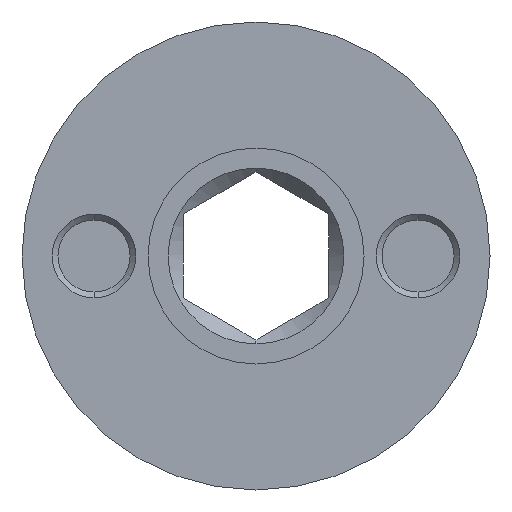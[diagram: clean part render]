
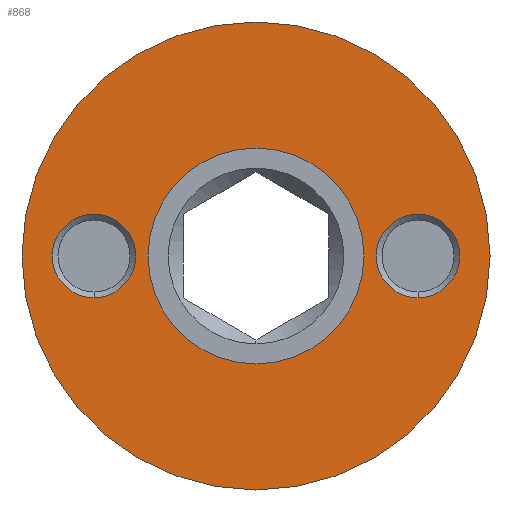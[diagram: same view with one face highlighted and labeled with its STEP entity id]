
A CAD part, left-side view. The second image highlights one B-rep face of the part: STEP entity #868.
In plain terms, the highlighted planar face has unit normal (-1, 0, 0).
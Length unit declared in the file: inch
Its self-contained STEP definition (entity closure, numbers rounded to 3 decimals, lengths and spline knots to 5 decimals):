
#10 = CIRCLE ( 'NONE', #73, 0.375 ) ;
#56 = EDGE_LOOP ( 'NONE', ( #1234, #206 ) ) ;
#73 = AXIS2_PLACEMENT_3D ( 'NONE', #369, #1295, #1120 ) ;
#87 = CARTESIAN_POINT ( 'NONE',  ( 0.1875, -0.5625, 0. ) ) ;
#93 = DIRECTION ( 'NONE',  ( 1., 0., 0. ) ) ;
#144 = FACE_OUTER_BOUND ( 'NONE', #625, .T. ) ;
#153 = DIRECTION ( 'NONE',  ( -1., 0., 0. ) ) ;
#182 = ORIENTED_EDGE ( 'NONE', *, *, #765, .F. ) ;
#197 = CARTESIAN_POINT ( 'NONE',  ( 0.1875, 0.5625, 0. ) ) ;
#206 = ORIENTED_EDGE ( 'NONE', *, *, #1229, .T. ) ;
#252 = CARTESIAN_POINT ( 'NONE',  ( 0.1875, 0., 0.375 ) ) ;
#268 = EDGE_LOOP ( 'NONE', ( #396, #939 ) ) ;
#275 = ORIENTED_EDGE ( 'NONE', *, *, #1360, .T. ) ;
#294 = FACE_BOUND ( 'NONE', #56, .T. ) ;
#299 = CIRCLE ( 'NONE', #760, 0.8125 ) ;
#346 = CARTESIAN_POINT ( 'NONE',  ( 0.1875, 0., 0.8125 ) ) ;
#356 = EDGE_CURVE ( 'NONE', #579, #987, #10, .T. ) ;
#358 = DIRECTION ( 'NONE',  ( -1., 0., 0. ) ) ;
#364 = VERTEX_POINT ( 'NONE', #1105 ) ;
#369 = CARTESIAN_POINT ( 'NONE',  ( 0.1875, 0., 0. ) ) ;
#377 = ORIENTED_EDGE ( 'NONE', *, *, #954, .T. ) ;
#389 = AXIS2_PLACEMENT_3D ( 'NONE', #725, #840, #529 ) ;
#396 = ORIENTED_EDGE ( 'NONE', *, *, #481, .T. ) ;
#431 = AXIS2_PLACEMENT_3D ( 'NONE', #937, #93, #946 ) ;
#471 = EDGE_CURVE ( 'NONE', #560, #364, #654, .T. ) ;
#481 = EDGE_CURVE ( 'NONE', #783, #900, #1246, .T. ) ;
#508 = CARTESIAN_POINT ( 'NONE',  ( 0.1875, -0.5625, 0. ) ) ;
#516 = DIRECTION ( 'NONE',  ( 1., 0., 0. ) ) ;
#529 = DIRECTION ( 'NONE',  ( 0., 0., -1. ) ) ;
#560 = VERTEX_POINT ( 'NONE', #960 ) ;
#565 = CIRCLE ( 'NONE', #1050, 0.375 ) ;
#579 = VERTEX_POINT ( 'NONE', #252 ) ;
#623 = DIRECTION ( 'NONE',  ( 1., 0., 0. ) ) ;
#625 = EDGE_LOOP ( 'NONE', ( #275, #377 ) ) ;
#654 = CIRCLE ( 'NONE', #1175, 0.145 ) ;
#673 = VERTEX_POINT ( 'NONE', #346 ) ;
#681 = PLANE ( 'NONE',  #389 ) ;
#698 = DIRECTION ( 'NONE',  ( 0., 0., 1. ) ) ;
#719 = FACE_BOUND ( 'NONE', #1041, .T. ) ;
#725 = CARTESIAN_POINT ( 'NONE',  ( 0.1875, 0.375, 0. ) ) ;
#760 = AXIS2_PLACEMENT_3D ( 'NONE', #1212, #358, #988 ) ;
#765 = EDGE_CURVE ( 'NONE', #987, #579, #565, .T. ) ;
#766 = CARTESIAN_POINT ( 'NONE',  ( 0.1875, 0., -0.375 ) ) ;
#777 = AXIS2_PLACEMENT_3D ( 'NONE', #508, #1238, #917 ) ;
#783 = VERTEX_POINT ( 'NONE', #804 ) ;
#804 = CARTESIAN_POINT ( 'NONE',  ( 0.1875, -0.5625, 0.145 ) ) ;
#819 = VERTEX_POINT ( 'NONE', #909 ) ;
#820 = FACE_BOUND ( 'NONE', #268, .T. ) ;
#825 = CIRCLE ( 'NONE', #777, 0.145 ) ;
#833 = CARTESIAN_POINT ( 'NONE',  ( 0.1875, -0.5625, -0.145 ) ) ;
#840 = DIRECTION ( 'NONE',  ( 1., 0., 0. ) ) ;
#855 = EDGE_CURVE ( 'NONE', #900, #783, #825, .T. ) ;
#868 = ADVANCED_FACE ( 'NONE', ( #820, #294, #719, #144 ), #681, .F. ) ;
#873 = DIRECTION ( 'NONE',  ( -1., 0., 0. ) ) ;
#879 = CARTESIAN_POINT ( 'NONE',  ( 0.1875, 0., 0. ) ) ;
#900 = VERTEX_POINT ( 'NONE', #833 ) ;
#909 = CARTESIAN_POINT ( 'NONE',  ( 0.1875, 0., -0.8125 ) ) ;
#917 = DIRECTION ( 'NONE',  ( 0., 0., -1. ) ) ;
#931 = DIRECTION ( 'NONE',  ( 0., 0., -1. ) ) ;
#937 = CARTESIAN_POINT ( 'NONE',  ( 0.1875, 0.5625, 0. ) ) ;
#939 = ORIENTED_EDGE ( 'NONE', *, *, #855, .T. ) ;
#946 = DIRECTION ( 'NONE',  ( 0., 0., -1. ) ) ;
#954 = EDGE_CURVE ( 'NONE', #819, #673, #1113, .T. ) ;
#960 = CARTESIAN_POINT ( 'NONE',  ( 0.1875, 0.5625, 0.145 ) ) ;
#987 = VERTEX_POINT ( 'NONE', #766 ) ;
#988 = DIRECTION ( 'NONE',  ( 0., 0., 1. ) ) ;
#1039 = DIRECTION ( 'NONE',  ( 0., 0., -1. ) ) ;
#1041 = EDGE_LOOP ( 'NONE', ( #1224, #182 ) ) ;
#1050 = AXIS2_PLACEMENT_3D ( 'NONE', #1110, #153, #698 ) ;
#1105 = CARTESIAN_POINT ( 'NONE',  ( 0.1875, 0.5625, -0.145 ) ) ;
#1110 = CARTESIAN_POINT ( 'NONE',  ( 0.1875, 0., 0. ) ) ;
#1113 = CIRCLE ( 'NONE', #1300, 0.8125 ) ;
#1120 = DIRECTION ( 'NONE',  ( 0., 0., 1. ) ) ;
#1171 = CIRCLE ( 'NONE', #431, 0.145 ) ;
#1175 = AXIS2_PLACEMENT_3D ( 'NONE', #197, #623, #1039 ) ;
#1212 = CARTESIAN_POINT ( 'NONE',  ( 0.1875, 0., 0. ) ) ;
#1224 = ORIENTED_EDGE ( 'NONE', *, *, #356, .F. ) ;
#1229 = EDGE_CURVE ( 'NONE', #364, #560, #1171, .T. ) ;
#1234 = ORIENTED_EDGE ( 'NONE', *, *, #471, .T. ) ;
#1238 = DIRECTION ( 'NONE',  ( 1., 0., 0. ) ) ;
#1246 = CIRCLE ( 'NONE', #1279, 0.145 ) ;
#1279 = AXIS2_PLACEMENT_3D ( 'NONE', #87, #516, #931 ) ;
#1294 = DIRECTION ( 'NONE',  ( 0., 0., 1. ) ) ;
#1295 = DIRECTION ( 'NONE',  ( -1., 0., 0. ) ) ;
#1300 = AXIS2_PLACEMENT_3D ( 'NONE', #879, #873, #1294 ) ;
#1360 = EDGE_CURVE ( 'NONE', #673, #819, #299, .T. ) ;
